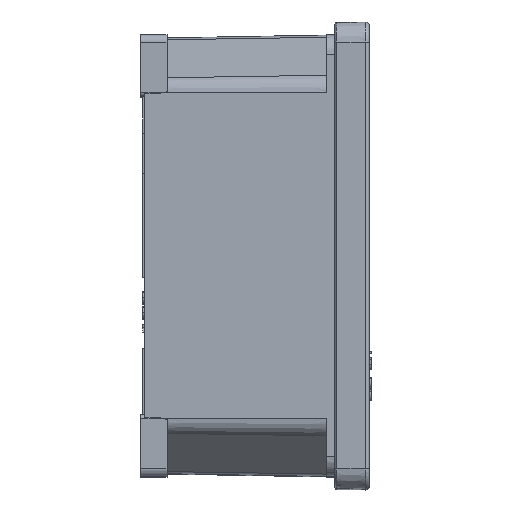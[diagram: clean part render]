
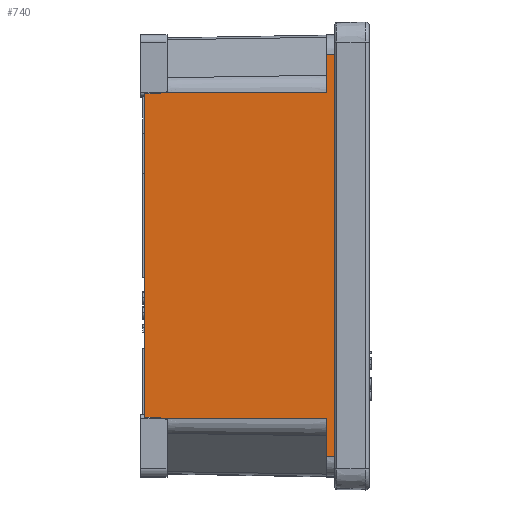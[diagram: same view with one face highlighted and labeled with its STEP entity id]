
A CAD part, top view. The second image highlights one B-rep face of the part: STEP entity #740.
In plain terms, the highlighted face is planar.
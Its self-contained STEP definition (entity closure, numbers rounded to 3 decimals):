
#740 = ADVANCED_FACE( '', ( #1823 ), #1824, .F. );
#1823 = FACE_OUTER_BOUND( '', #3304, .T. );
#1824 = PLANE( '', #3305 );
#3304 = EDGE_LOOP( '', ( #5417, #5418, #5419, #5420, #5421, #5422, #5423, #5424, #5425, #5426, #5427, #5428, #5429, #5430 ) );
#3305 = AXIS2_PLACEMENT_3D( '', #5431, #5432, #5433 );
#5417 = ORIENTED_EDGE( '', *, *, #8995, .F. );
#5418 = ORIENTED_EDGE( '', *, *, #9294, .F. );
#5419 = ORIENTED_EDGE( '', *, *, #9295, .T. );
#5420 = ORIENTED_EDGE( '', *, *, #8846, .F. );
#5421 = ORIENTED_EDGE( '', *, *, #9160, .F. );
#5422 = ORIENTED_EDGE( '', *, *, #9296, .F. );
#5423 = ORIENTED_EDGE( '', *, *, #8915, .F. );
#5424 = ORIENTED_EDGE( '', *, *, #8989, .T. );
#5425 = ORIENTED_EDGE( '', *, *, #9297, .F. );
#5426 = ORIENTED_EDGE( '', *, *, #9298, .T. );
#5427 = ORIENTED_EDGE( '', *, *, #9299, .T. );
#5428 = ORIENTED_EDGE( '', *, *, #9215, .T. );
#5429 = ORIENTED_EDGE( '', *, *, #9300, .F. );
#5430 = ORIENTED_EDGE( '', *, *, #9301, .T. );
#5431 = CARTESIAN_POINT( '', ( 1., -66.25, 49.75 ) );
#5432 = DIRECTION( '', ( 0.017, 1., 0. ) );
#5433 = DIRECTION( '', ( -1., 0.017, 0. ) );
#8846 = EDGE_CURVE( '', #10631, #10632, #10633, .T. );
#8915 = EDGE_CURVE( '', #10754, #10756, #10757, .T. );
#8989 = EDGE_CURVE( '', #10754, #10886, #10889, .T. );
#8995 = EDGE_CURVE( '', #10897, #10898, #10899, .F. );
#9160 = EDGE_CURVE( '', #11180, #10631, #11182, .T. );
#9215 = EDGE_CURVE( '', #11272, #11269, #11273, .T. );
#9294 = EDGE_CURVE( '', #11405, #10897, #11406, .T. );
#9295 = EDGE_CURVE( '', #11405, #10632, #11407, .T. );
#9296 = EDGE_CURVE( '', #10756, #11180, #11408, .T. );
#9297 = EDGE_CURVE( '', #11409, #10886, #11410, .T. );
#9298 = EDGE_CURVE( '', #11409, #11411, #11412, .T. );
#9299 = EDGE_CURVE( '', #11411, #11272, #11413, .T. );
#9300 = EDGE_CURVE( '', #11414, #11269, #11415, .F. );
#9301 = EDGE_CURVE( '', #11414, #10898, #11416, .T. );
#10631 = VERTEX_POINT( '', #13206 );
#10632 = VERTEX_POINT( '', #13207 );
#10633 = LINE( '', #13208, #13209 );
#10754 = VERTEX_POINT( '', #13364 );
#10756 = VERTEX_POINT( '', #13366 );
#10757 = LINE( '', #13367, #13368 );
#10886 = VERTEX_POINT( '', #13537 );
#10889 = LINE( '', #13540, #13541 );
#10897 = VERTEX_POINT( '', #13550 );
#10898 = VERTEX_POINT( '', #13551 );
#10899 = ELLIPSE( '', #13552, 57.299, 1. );
#11180 = VERTEX_POINT( '', #13911 );
#11182 = LINE( '', #13913, #13914 );
#11269 = VERTEX_POINT( '', #14029 );
#11272 = VERTEX_POINT( '', #14035 );
#11273 = LINE( '', #14036, #14037 );
#11405 = VERTEX_POINT( '', #14217 );
#11406 = LINE( '', #14218, #14219 );
#11407 = LINE( '', #14220, #14221 );
#11408 = LINE( '', #14222, #14223 );
#11409 = VERTEX_POINT( '', #14224 );
#11410 = LINE( '', #14225, #14226 );
#11411 = VERTEX_POINT( '', #14227 );
#11412 = LINE( '', #14228, #14229 );
#11413 = LINE( '', #14230, #14231 );
#11414 = VERTEX_POINT( '', #14232 );
#11415 = ELLIPSE( '', #14233, 57.299, 1. );
#11416 = LINE( '', #14234, #14235 );
#13206 = CARTESIAN_POINT( '', ( 52., -67.14, -49.75 ) );
#13207 = CARTESIAN_POINT( '', ( 46., -67.035, -49.75 ) );
#13208 = CARTESIAN_POINT( '', ( 1., -66.25, -49.75 ) );
#13209 = VECTOR( '', #16298, 1000. );
#13364 = CARTESIAN_POINT( '', ( 54., -67.175, 40.33 ) );
#13366 = CARTESIAN_POINT( '', ( 54., -67.175, -40.33 ) );
#13367 = CARTESIAN_POINT( '', ( 54., -67.175, 40.33 ) );
#13368 = VECTOR( '', #16396, 1000. );
#13537 = CARTESIAN_POINT( '', ( 52., -67.14, 40.33 ) );
#13540 = CARTESIAN_POINT( '', ( 1., -66.25, 40.33 ) );
#13541 = VECTOR( '', #16529, 1000. );
#13550 = CARTESIAN_POINT( '', ( 6.128, -66.34, -40.33 ) );
#13551 = CARTESIAN_POINT( '', ( 1., -66.25, -39.946 ) );
#13552 = AXIS2_PLACEMENT_3D( '', #16537, #16538, #16539 );
#13911 = CARTESIAN_POINT( '', ( 52., -67.14, -40.33 ) );
#13913 = CARTESIAN_POINT( '', ( 52., -67.14, 49.75 ) );
#13914 = VECTOR( '', #16780, 1000. );
#14029 = CARTESIAN_POINT( '', ( 6.128, -66.34, 40.33 ) );
#14035 = CARTESIAN_POINT( '', ( 46., -67.035, 40.33 ) );
#14036 = CARTESIAN_POINT( '', ( 1., -66.25, 40.33 ) );
#14037 = VECTOR( '', #16860, 1000. );
#14217 = CARTESIAN_POINT( '', ( 46., -67.035, -40.33 ) );
#14218 = CARTESIAN_POINT( '', ( 1., -66.25, -40.33 ) );
#14219 = VECTOR( '', #16977, 1000. );
#14220 = CARTESIAN_POINT( '', ( 46., -67.035, 49.75 ) );
#14221 = VECTOR( '', #16978, 1000. );
#14222 = CARTESIAN_POINT( '', ( 1., -66.25, -40.33 ) );
#14223 = VECTOR( '', #16979, 1000. );
#14224 = CARTESIAN_POINT( '', ( 52., -67.14, 49.75 ) );
#14225 = CARTESIAN_POINT( '', ( 52., -67.14, 49.75 ) );
#14226 = VECTOR( '', #16980, 1000. );
#14227 = CARTESIAN_POINT( '', ( 46., -67.035, 49.75 ) );
#14228 = CARTESIAN_POINT( '', ( 1., -66.25, 49.75 ) );
#14229 = VECTOR( '', #16981, 1000. );
#14230 = CARTESIAN_POINT( '', ( 46., -67.035, 49.75 ) );
#14231 = VECTOR( '', #16982, 1000. );
#14232 = CARTESIAN_POINT( '', ( 1., -66.25, 39.946 ) );
#14233 = AXIS2_PLACEMENT_3D( '', #16983, #16984, #16985 );
#14234 = CARTESIAN_POINT( '', ( 1., -66.25, 40.33 ) );
#14235 = VECTOR( '', #16986, 1000. );
#16298 = DIRECTION( '', ( -1., 0.017, 0. ) );
#16396 = DIRECTION( '', ( 0., 0., -1. ) );
#16529 = DIRECTION( '', ( -1., 0.017, 0. ) );
#16537 = CARTESIAN_POINT( '', ( -51.134, -65.34, -40.361 ) );
#16538 = DIRECTION( '', ( 0.017, 1., 0. ) );
#16539 = DIRECTION( '', ( -1., 0.017, 0. ) );
#16780 = DIRECTION( '', ( 0., 0., -1. ) );
#16860 = DIRECTION( '', ( -1., 0.017, 0. ) );
#16977 = DIRECTION( '', ( -1., 0.017, 0. ) );
#16978 = DIRECTION( '', ( 0., 0., -1. ) );
#16979 = DIRECTION( '', ( -1., 0.017, 0. ) );
#16980 = DIRECTION( '', ( 0., 0., -1. ) );
#16981 = DIRECTION( '', ( -1., 0.017, 0. ) );
#16982 = DIRECTION( '', ( 0., 0., -1. ) );
#16983 = CARTESIAN_POINT( '', ( -51.134, -65.34, 40.361 ) );
#16984 = DIRECTION( '', ( 0.017, 1., 0. ) );
#16985 = DIRECTION( '', ( -1., 0.017, 0. ) );
#16986 = DIRECTION( '', ( 0., 0., -1. ) );
